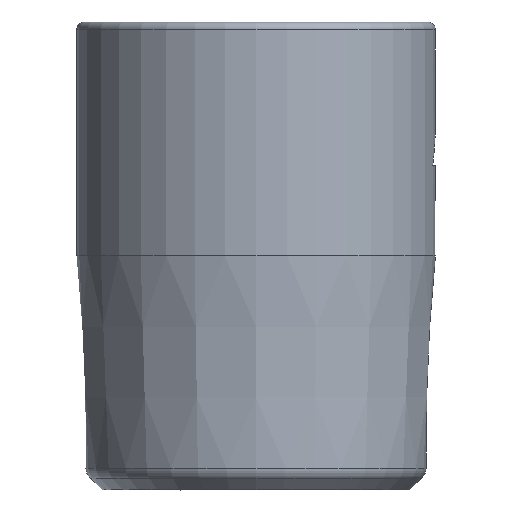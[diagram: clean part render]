
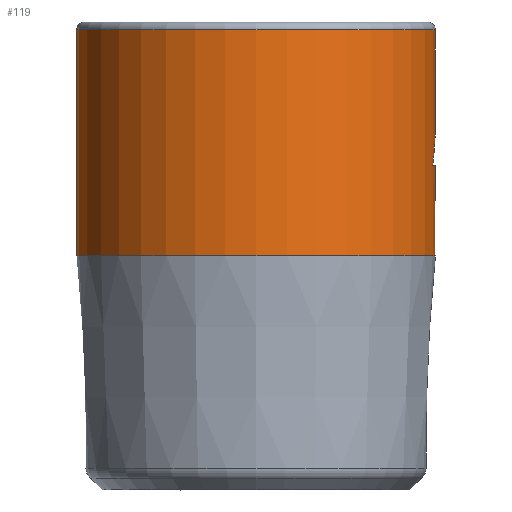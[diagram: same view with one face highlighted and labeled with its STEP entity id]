
A CAD part, left-side view. The second image highlights one B-rep face of the part: STEP entity #119.
In plain terms, the highlighted cylindrical face has radius 11.5 mm (diameter 23 mm), a full revolution.
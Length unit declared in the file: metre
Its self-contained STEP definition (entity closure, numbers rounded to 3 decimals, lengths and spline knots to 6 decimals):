
#119 = ADVANCED_FACE( '', ( #278, #279, #280 ), #281, .T. );
#278 = FACE_BOUND( '', #4946, .T. );
#279 = FACE_OUTER_BOUND( '', #4947, .T. );
#280 = FACE_OUTER_BOUND( '', #4948, .T. );
#281 = CYLINDRICAL_SURFACE( '', #4949, 0.0115 );
#4946 = EDGE_LOOP( '', ( #6206, #6207, #6208, #6209, #6210, #6211, #6212 ) );
#4947 = EDGE_LOOP( '', ( #6213 ) );
#4948 = EDGE_LOOP( '', ( #6214 ) );
#4949 = AXIS2_PLACEMENT_3D( '', #6215, #6216, #6217 );
#6206 = ORIENTED_EDGE( '', *, *, #6660, .T. );
#6207 = ORIENTED_EDGE( '', *, *, #6661, .T. );
#6208 = ORIENTED_EDGE( '', *, *, #6662, .F. );
#6209 = ORIENTED_EDGE( '', *, *, #6644, .F. );
#6210 = ORIENTED_EDGE( '', *, *, #6663, .F. );
#6211 = ORIENTED_EDGE( '', *, *, #6664, .T. );
#6212 = ORIENTED_EDGE( '', *, *, #6665, .T. );
#6213 = ORIENTED_EDGE( '', *, *, #6666, .T. );
#6214 = ORIENTED_EDGE( '', *, *, #6667, .T. );
#6215 = CARTESIAN_POINT( '', ( 0., 0., 0.02 ) );
#6216 = DIRECTION( '', ( 0., 0., 1. ) );
#6217 = DIRECTION( '', ( -1., 0., 0. ) );
#6644 = EDGE_CURVE( '', #6910, #6911, #6912, .T. );
#6660 = EDGE_CURVE( '', #6935, #6936, #6937, .T. );
#6661 = EDGE_CURVE( '', #6936, #6938, #6939, .T. );
#6662 = EDGE_CURVE( '', #6911, #6938, #6940, .T. );
#6663 = EDGE_CURVE( '', #6941, #6910, #6942, .F. );
#6664 = EDGE_CURVE( '', #6941, #6943, #6944, .T. );
#6665 = EDGE_CURVE( '', #6943, #6935, #6945, .F. );
#6666 = EDGE_CURVE( '', #6946, #6946, #6947, .F. );
#6667 = EDGE_CURVE( '', #6948, #6948, #6949, .T. );
#6910 = VERTEX_POINT( '', #8609 );
#6911 = VERTEX_POINT( '', #8610 );
#6912 = CIRCLE( '', #8611, 0.0115 );
#6935 = VERTEX_POINT( '', #8669 );
#6936 = VERTEX_POINT( '', #8670 );
#6937 = CIRCLE( '', #8671, 0.0115 );
#6938 = VERTEX_POINT( '', #8672 );
#6939 = ELLIPSE( '', #8673, 0.020004, 0.0115 );
#6940 = ELLIPSE( '', #8674, 0.020004, 0.0115 );
#6941 = VERTEX_POINT( '', #8675 );
#6942 = LINE( '', #8676, #8677 );
#6943 = VERTEX_POINT( '', #8678 );
#6944 = CIRCLE( '', #8679, 0.0115 );
#6945 = LINE( '', #8680, #8681 );
#6946 = VERTEX_POINT( '', #8682 );
#6947 = CIRCLE( '', #8683, 0.0115 );
#6948 = VERTEX_POINT( '', #8684 );
#6949 = CIRCLE( '', #8685, 0.0115 );
#8609 = CARTESIAN_POINT( '', ( 0.000745, -0.011476, 0.020799 ) );
#8610 = CARTESIAN_POINT( '', ( 0.001973, -0.011329, 0.020799 ) );
#8611 = AXIS2_PLACEMENT_3D( '', #9190, #9191, #9192 );
#8669 = CARTESIAN_POINT( '', ( -0.000745, -0.011476, 0.020799 ) );
#8670 = CARTESIAN_POINT( '', ( -0.001973, -0.011329, 0.020799 ) );
#8671 = AXIS2_PLACEMENT_3D( '', #9206, #9207, #9208 );
#8672 = CARTESIAN_POINT( '', ( 0., -0.0115, 0.023608 ) );
#8673 = AXIS2_PLACEMENT_3D( '', #9209, #9210, #9211 );
#8674 = AXIS2_PLACEMENT_3D( '', #9212, #9213, #9214 );
#8675 = CARTESIAN_POINT( '', ( 0.000745, -0.011476, 0.018552 ) );
#8676 = CARTESIAN_POINT( '', ( 0.000745, -0.011476, 0.02 ) );
#8677 = VECTOR( '', #9215, 1. );
#8678 = CARTESIAN_POINT( '', ( -0.000745, -0.011476, 0.018552 ) );
#8679 = AXIS2_PLACEMENT_3D( '', #9216, #9217, #9218 );
#8680 = CARTESIAN_POINT( '', ( -0.000745, -0.011476, 0.02 ) );
#8681 = VECTOR( '', #9219, 1. );
#8682 = CARTESIAN_POINT( '', ( 0.0115, 0., 0.0295 ) );
#8683 = AXIS2_PLACEMENT_3D( '', #9220, #9221, #9222 );
#8684 = CARTESIAN_POINT( '', ( 0.0115, 0., 0.015 ) );
#8685 = AXIS2_PLACEMENT_3D( '', #9223, #9224, #9225 );
#9190 = CARTESIAN_POINT( '', ( 0., 0., 0.020799 ) );
#9191 = DIRECTION( '', ( 0., 0., 1. ) );
#9192 = DIRECTION( '', ( 1., 0., 0. ) );
#9206 = CARTESIAN_POINT( '', ( 0., 0., 0.020799 ) );
#9207 = DIRECTION( '', ( 0., 0., -1. ) );
#9208 = DIRECTION( '', ( -1., 0., 0. ) );
#9209 = CARTESIAN_POINT( '', ( 0., 0., 0.023608 ) );
#9210 = DIRECTION( '', ( -0.818, 0., 0.575 ) );
#9211 = DIRECTION( '', ( -0.575, 0., -0.818 ) );
#9212 = CARTESIAN_POINT( '', ( 0., 0., 0.023608 ) );
#9213 = DIRECTION( '', ( -0.818, 0., -0.575 ) );
#9214 = DIRECTION( '', ( 0.575, 0., -0.818 ) );
#9215 = DIRECTION( '', ( 0., 0., -1. ) );
#9216 = CARTESIAN_POINT( '', ( 0., 0., 0.018552 ) );
#9217 = DIRECTION( '', ( 0., 0., -1. ) );
#9218 = DIRECTION( '', ( -1., 0., 0. ) );
#9219 = DIRECTION( '', ( 0., 0., -1. ) );
#9220 = CARTESIAN_POINT( '', ( 0., 0., 0.0295 ) );
#9221 = DIRECTION( '', ( 0., 0., 1. ) );
#9222 = DIRECTION( '', ( 1., 0., 0. ) );
#9223 = CARTESIAN_POINT( '', ( 0., 0., 0.015 ) );
#9224 = DIRECTION( '', ( 0., 0., 1. ) );
#9225 = DIRECTION( '', ( 1., 0., 0. ) );
